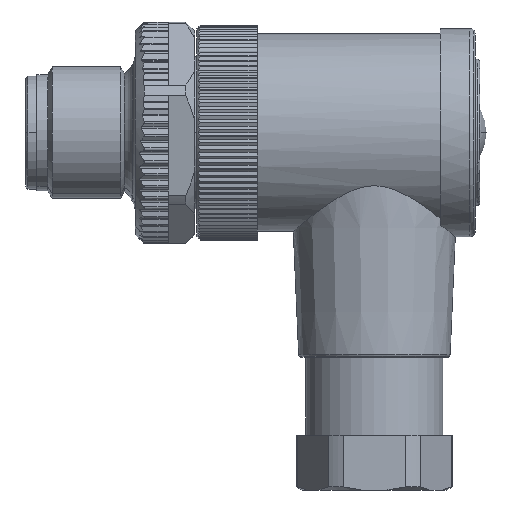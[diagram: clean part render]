
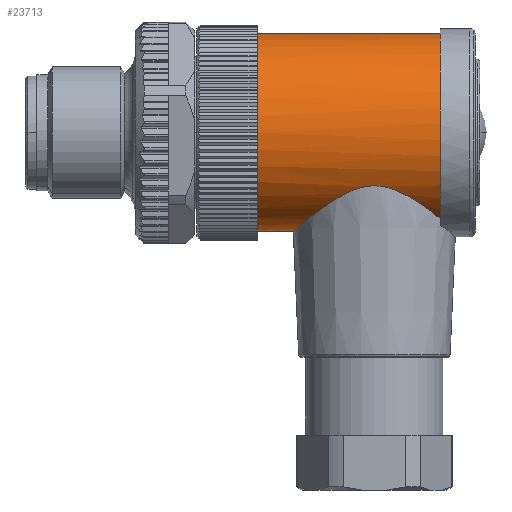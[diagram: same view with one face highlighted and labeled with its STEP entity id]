
A CAD part, front view. The second image highlights one B-rep face of the part: STEP entity #23713.
In plain terms, the highlighted cylindrical face has radius 9 mm (diameter 18 mm), a partial arc.
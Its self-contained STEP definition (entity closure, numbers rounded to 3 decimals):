
#5170=CARTESIAN_POINT('',(2.1,0.,0.));
#5171=DIRECTION('',(-1.,0.,0.));
#5172=DIRECTION('',(0.,0.,-1.));
#5173=AXIS2_PLACEMENT_3D('',#5170,#5171,#5172);
#7330=DIRECTION('',(1.,0.,0.));
#7331=VECTOR('',#7330,16.7);
#7332=CARTESIAN_POINT('',(2.1,0.,9.));
#7333=LINE('',#7332,#7331);
#7337=DIRECTION('',(1.,0.,0.));
#7338=VECTOR('',#7337,3.3);
#7339=CARTESIAN_POINT('',(2.1,0.,-9.));
#7340=LINE('',#7339,#7338);
#7444=CARTESIAN_POINT('',(18.8,-4.417,-7.842));
#7445=CARTESIAN_POINT('',(18.674,-4.595,
-7.741));
#7446=CARTESIAN_POINT('',(18.404,-4.946,
-7.528));
#7447=CARTESIAN_POINT('',(17.928,-5.461,
-7.163));
#7448=CARTESIAN_POINT('',(17.397,-5.936,
-6.774));
#7449=CARTESIAN_POINT('',(16.824,-6.359,
-6.377));
#7450=CARTESIAN_POINT('',(16.226,-6.717,
-5.996));
#7451=CARTESIAN_POINT('',(15.643,-6.998,
-5.664));
#7452=CARTESIAN_POINT('',(15.091,-7.209,
-5.391));
#7453=CARTESIAN_POINT('',(14.578,-7.36,
-5.181));
#7454=CARTESIAN_POINT('',(14.101,-7.465,
-5.028));
#7455=CARTESIAN_POINT('',(13.654,-7.533,
-4.925));
#7456=CARTESIAN_POINT('',(13.229,-7.571,
-4.866));
#7457=CARTESIAN_POINT('',(12.817,-7.584,
-4.845));
#7458=CARTESIAN_POINT('',(12.405,-7.573,
-4.863));
#7459=CARTESIAN_POINT('',(11.983,-7.537,
-4.918));
#7460=CARTESIAN_POINT('',(11.542,-7.473,
-5.017));
#7461=CARTESIAN_POINT('',(11.068,-7.372,
-5.165));
#7462=CARTESIAN_POINT('',(10.557,-7.224,
-5.37));
#7463=CARTESIAN_POINT('',(10.004,-7.018,
-5.639));
#7464=CARTESIAN_POINT('',(9.419,-6.742,
-5.969));
#7465=CARTESIAN_POINT('',(8.819,-6.387,
-6.348));
#7466=CARTESIAN_POINT('',(8.241,-5.967,
-6.746));
#7467=CARTESIAN_POINT('',(7.706,-5.494,
-7.137));
#7468=CARTESIAN_POINT('',(7.231,-4.987,
-7.5));
#7469=CARTESIAN_POINT('',(6.817,-4.457,
-7.827));
#7470=CARTESIAN_POINT('',(6.463,-3.912,
-8.113));
#7471=CARTESIAN_POINT('',(6.165,-3.359,
-8.357));
#7472=CARTESIAN_POINT('',(5.921,-2.801,
-8.56));
#7473=CARTESIAN_POINT('',(5.727,-2.24,
-8.723));
#7474=CARTESIAN_POINT('',(5.579,-1.68,
-8.848));
#7475=CARTESIAN_POINT('',(5.475,-1.119,
-8.936));
#7476=CARTESIAN_POINT('',(5.414,-0.559,
-8.988));
#7477=CARTESIAN_POINT('',(5.4,-0.186,
-9.));
#7478=CARTESIAN_POINT('',(5.4,0.,-9.));
#7488=CARTESIAN_POINT('',(18.8,-4.417,-7.842));
#7527=CARTESIAN_POINT('',(18.8,0.,0.));
#7528=DIRECTION('',(1.,0.,0.));
#7529=DIRECTION('',(0.,0.,1.));
#7530=AXIS2_PLACEMENT_3D('',#7527,#7528,#7529);
#18297=CARTESIAN_POINT('',(5.4,0.,-9.));
#18298=VERTEX_POINT('',#18297);
#18300=VERTEX_POINT('',#7488);
#18301=CARTESIAN_POINT('',(2.1,0.,-9.));
#18302=VERTEX_POINT('',#18301);
#18303=CARTESIAN_POINT('',(2.1,0.,9.));
#18304=CARTESIAN_POINT('',(18.8,0.,9.));
#18305=VERTEX_POINT('',#18303);
#18306=VERTEX_POINT('',#18304);
#23697=CARTESIAN_POINT('',(0.,0.,0.));
#23698=DIRECTION('',(1.,0.,0.));
#23699=DIRECTION('',(0.,0.,-1.));
#23700=AXIS2_PLACEMENT_3D('',#23697,#23698,#23699);
#23701=CYLINDRICAL_SURFACE('',#23700,9.);
#23702=ORIENTED_EDGE('',*,*,#23690,.T.);
#23704=ORIENTED_EDGE('',*,*,#23703,.T.);
#23706=ORIENTED_EDGE('',*,*,#23705,.T.);
#23708=ORIENTED_EDGE('',*,*,#23707,.T.);
#23710=ORIENTED_EDGE('',*,*,#23709,.F.);
#23711=EDGE_LOOP('',(#23702,#23704,#23706,#23708,#23710));
#23712=FACE_OUTER_BOUND('',#23711,.F.);
#23713=ADVANCED_FACE('',(#23712),#23701,.T.);
#5174=CIRCLE('',#5173,9.);
#7479=B_SPLINE_CURVE_WITH_KNOTS('',3,(#7444,#7445,#7446,#7447,#7448,#7449,#7450,
#7451,#7452,#7453,#7454,#7455,#7456,#7457,#7458,#7459,#7460,#7461,#7462,#7463,
#7464,#7465,#7466,#7467,#7468,#7469,#7470,#7471,#7472,#7473,#7474,#7475,#7476,
#7477,#7478),.UNSPECIFIED.,.F.,.F.,(4,1,1,1,1,1,1,1,1,1,1,1,1,1,1,1,1,1,1,1,1,1,
1,1,1,1,1,1,1,1,1,1,4),(0.,0.031,0.063,0.094,0.125,0.156,
0.188,0.219,0.25,0.281,0.313,0.344,0.375,0.406,
0.438,0.469,0.5,0.531,0.563,0.594,0.625,0.656,
0.688,0.719,0.75,0.781,0.813,0.844,0.875,0.906,
0.938,0.969,1.),.UNSPECIFIED.);
#7531=CIRCLE('',#7530,9.);
#23690=EDGE_CURVE('',#18302,#18305,#5174,.T.);
#23703=EDGE_CURVE('',#18305,#18306,#7333,.T.);
#23705=EDGE_CURVE('',#18306,#18300,#7531,.T.);
#23707=EDGE_CURVE('',#18300,#18298,#7479,.T.);
#23709=EDGE_CURVE('',#18302,#18298,#7340,.T.);
